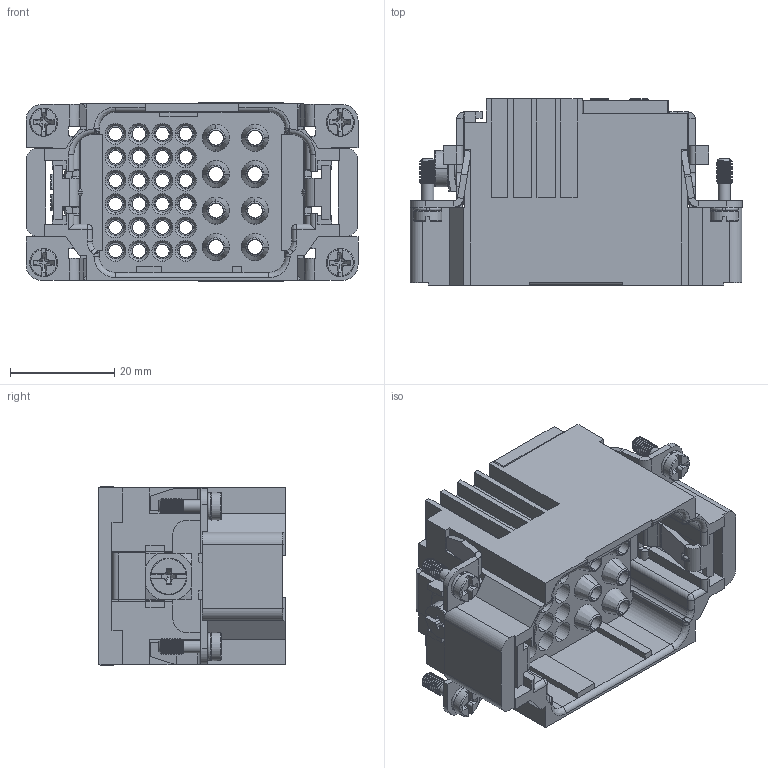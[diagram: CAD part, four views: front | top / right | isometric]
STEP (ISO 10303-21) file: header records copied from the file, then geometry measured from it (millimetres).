
FILE_DESCRIPTION(/* description */ (''),/* implementation_level */ '2;1');
FILE_NAME(/* name */ 'HK-008&24-MC.stp',/* time_stamp */ '2023-06-26T17:03:32+08:00',/* author */ (''),/* organization */ (''),/* preprocessor_version */ 'ST-DEVELOPER v16',/* originating_system */ 'SIEMENS PLM Software NX 10.0',/* authorisation */ '');
FILE_SCHEMA (('AUTOMOTIVE_DESIGN { 1 0 10303 214 3 1 1 1 }'));
Products named in the file (1): Admi2724AA4770qh
Bounding box: 63.8 x 35.84 x 34.24 mm (x, y, z)
Volume: 25811.8 mm3; surface area: 27651.3 mm2
Topology: 1 solids, 8 shells, 1728 faces, 4480 edges, 2823 vertices
Faces by surface type: plane 747, cylinder 656, cone 154, bspline 79, torus 52, sphere 40
Full cylindrical faces by diameter (mm): 2.4 x8, 5.4 x4
Entity records: 63388 total; most frequent: CARTESIAN_POINT 21310, DIRECTION 8984, ORIENTED_EDGE 8756, EDGE_CURVE 4378, AXIS2_PLACEMENT_3D 3303, VERTEX_POINT 2795, LINE 2378, VECTOR 2378
